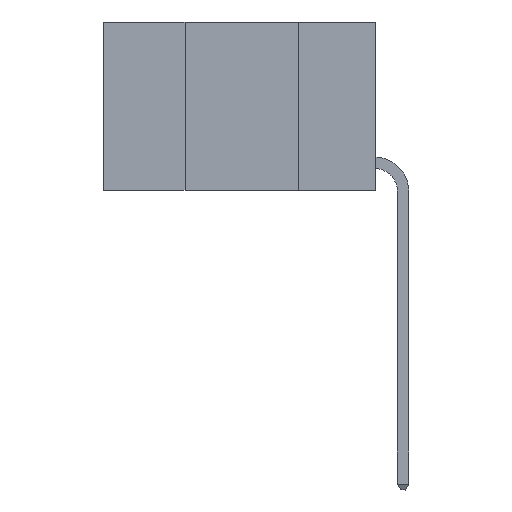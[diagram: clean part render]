
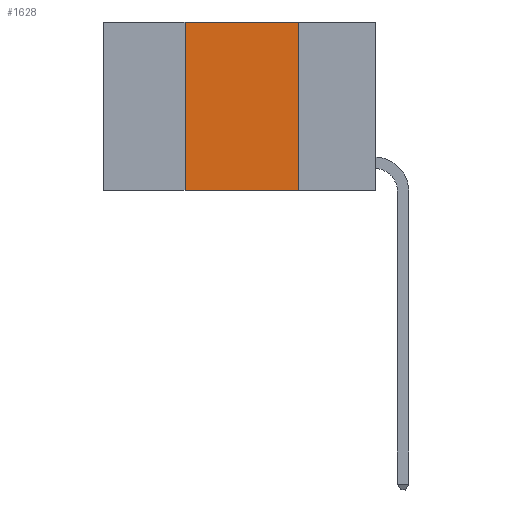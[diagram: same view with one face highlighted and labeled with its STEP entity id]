
A CAD part, left-side view. The second image highlights one B-rep face of the part: STEP entity #1628.
In plain terms, the highlighted planar face has unit normal (-1, 0, 0).
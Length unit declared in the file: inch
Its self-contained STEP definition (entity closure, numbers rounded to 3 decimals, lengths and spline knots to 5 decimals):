
#299 = ORIENTED_EDGE ( 'NONE', *, *, #1382, .F. ) ;
#366 = LINE ( 'NONE', #2052, #7792 ) ;
#946 = VERTEX_POINT ( 'NONE', #6117 ) ;
#1146 = EDGE_CURVE ( 'NONE', #3226, #7636, #7287, .T. ) ;
#1154 = ORIENTED_EDGE ( 'NONE', *, *, #1146, .T. ) ;
#1168 = DIRECTION ( 'NONE',  ( 0., 0., -1. ) ) ;
#1257 = EDGE_LOOP ( 'NONE', ( #7389, #8585, #299, #1154 ) ) ;
#1382 = EDGE_CURVE ( 'NONE', #3226, #7493, #8979, .T. ) ;
#1628 = ADVANCED_FACE ( 'NONE', ( #10653 ), #5339, .F. ) ;
#2052 = CARTESIAN_POINT ( 'NONE',  ( 0., 0.6, 0. ) ) ;
#2055 = VECTOR ( 'NONE', #1168, 39.37008 ) ;
#3226 = VERTEX_POINT ( 'NONE', #6677 ) ;
#3419 = CARTESIAN_POINT ( 'NONE',  ( 0., 0.6, 0. ) ) ;
#4399 = DIRECTION ( 'NONE',  ( 0., 0., -1. ) ) ;
#4678 = LINE ( 'NONE', #7151, #2055 ) ;
#5339 = PLANE ( 'NONE',  #11824 ) ;
#5556 = EDGE_CURVE ( 'NONE', #946, #7636, #4678, .T. ) ;
#6117 = CARTESIAN_POINT ( 'NONE',  ( 0., 0.17, 0. ) ) ;
#6677 = CARTESIAN_POINT ( 'NONE',  ( 0., 0.42, -0.37 ) ) ;
#6830 = CARTESIAN_POINT ( 'NONE',  ( 0., 0.42, 0. ) ) ;
#7151 = CARTESIAN_POINT ( 'NONE',  ( 0., 0.17, 0. ) ) ;
#7287 = LINE ( 'NONE', #11137, #12141 ) ;
#7389 = ORIENTED_EDGE ( 'NONE', *, *, #5556, .F. ) ;
#7493 = VERTEX_POINT ( 'NONE', #6830 ) ;
#7636 = VERTEX_POINT ( 'NONE', #12842 ) ;
#7678 = DIRECTION ( 'NONE',  ( 0., 0., 1. ) ) ;
#7792 = VECTOR ( 'NONE', #7912, 39.37008 ) ;
#7912 = DIRECTION ( 'NONE',  ( 0., -1., 0. ) ) ;
#8585 = ORIENTED_EDGE ( 'NONE', *, *, #9617, .F. ) ;
#8979 = LINE ( 'NONE', #9562, #11835 ) ;
#9341 = DIRECTION ( 'NONE',  ( 0., -1., 0. ) ) ;
#9562 = CARTESIAN_POINT ( 'NONE',  ( 0., 0.42, 0. ) ) ;
#9617 = EDGE_CURVE ( 'NONE', #7493, #946, #366, .T. ) ;
#10265 = DIRECTION ( 'NONE',  ( 1., 0., 0. ) ) ;
#10653 = FACE_OUTER_BOUND ( 'NONE', #1257, .T. ) ;
#11137 = CARTESIAN_POINT ( 'NONE',  ( 0., 0.6, -0.37 ) ) ;
#11824 = AXIS2_PLACEMENT_3D ( 'NONE', #3419, #10265, #4399 ) ;
#11835 = VECTOR ( 'NONE', #7678, 39.37008 ) ;
#12141 = VECTOR ( 'NONE', #9341, 39.37008 ) ;
#12842 = CARTESIAN_POINT ( 'NONE',  ( 0., 0.17, -0.37 ) ) ;
